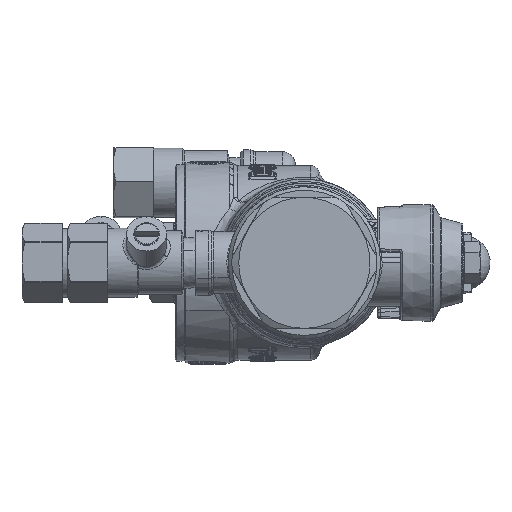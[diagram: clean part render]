
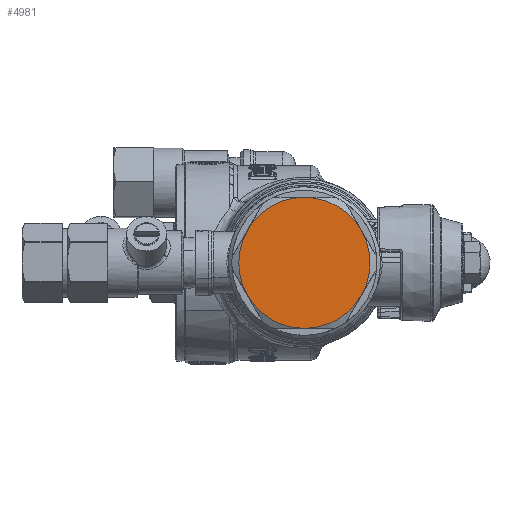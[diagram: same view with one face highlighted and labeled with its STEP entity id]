
A CAD part, front view. The second image highlights one B-rep face of the part: STEP entity #4981.
In plain terms, the highlighted planar face has unit normal (0, -1, 0).
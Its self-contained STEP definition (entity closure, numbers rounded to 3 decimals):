
#4926=CARTESIAN_POINT('Axis2P3D Location',(0.,-130.,18.)) ;
#4931=CARTESIAN_POINT('Axis2P3D Location',(0.,-130.,0.)) ;
#4935=CARTESIAN_POINT('Vertex',(0.,-130.,-18.)) ;
#4937=CARTESIAN_POINT('Vertex',(15.588,-130.,-9.)) ;
#4940=CARTESIAN_POINT('Axis2P3D Location',(0.,-130.,0.)) ;
#4944=CARTESIAN_POINT('Vertex',(15.588,-130.,9.)) ;
#4947=CARTESIAN_POINT('Axis2P3D Location',(0.,-130.,0.)) ;
#4951=CARTESIAN_POINT('Vertex',(0.,-130.,18.)) ;
#4954=CARTESIAN_POINT('Axis2P3D Location',(0.,-130.,0.)) ;
#4958=CARTESIAN_POINT('Vertex',(-15.588,-130.,9.)) ;
#4961=CARTESIAN_POINT('Axis2P3D Location',(0.,-130.,0.)) ;
#4965=CARTESIAN_POINT('Vertex',(-15.588,-130.,-9.)) ;
#4968=CARTESIAN_POINT('Axis2P3D Location',(0.,-130.,0.)) ;
#4927=DIRECTION('Axis2P3D Direction',(0.,-1.,0.)) ;
#4928=DIRECTION('Axis2P3D XDirection',(-1.,0.,0.)) ;
#4932=DIRECTION('Axis2P3D Direction',(0.,-1.,0.)) ;
#4941=DIRECTION('Axis2P3D Direction',(0.,-1.,0.)) ;
#4948=DIRECTION('Axis2P3D Direction',(0.,-1.,0.)) ;
#4955=DIRECTION('Axis2P3D Direction',(0.,-1.,0.)) ;
#4962=DIRECTION('Axis2P3D Direction',(0.,-1.,0.)) ;
#4969=DIRECTION('Axis2P3D Direction',(0.,-1.,0.)) ;
#4929=AXIS2_PLACEMENT_3D('Plane Axis2P3D',#4926,#4927,#4928) ;
#4933=AXIS2_PLACEMENT_3D('Circle Axis2P3D',#4931,#4932,$) ;
#4942=AXIS2_PLACEMENT_3D('Circle Axis2P3D',#4940,#4941,$) ;
#4949=AXIS2_PLACEMENT_3D('Circle Axis2P3D',#4947,#4948,$) ;
#4956=AXIS2_PLACEMENT_3D('Circle Axis2P3D',#4954,#4955,$) ;
#4963=AXIS2_PLACEMENT_3D('Circle Axis2P3D',#4961,#4962,$) ;
#4970=AXIS2_PLACEMENT_3D('Circle Axis2P3D',#4968,#4969,$) ;
#4934=CIRCLE('generated circle',#4933,18.) ;
#4943=CIRCLE('generated circle',#4942,18.) ;
#4950=CIRCLE('generated circle',#4949,18.) ;
#4957=CIRCLE('generated circle',#4956,18.) ;
#4964=CIRCLE('generated circle',#4963,18.) ;
#4971=CIRCLE('generated circle',#4970,18.) ;
#4930=PLANE('',#4929) ;
#4939=EDGE_CURVE('',#4936,#4938,#4934,.T.) ;
#4946=EDGE_CURVE('',#4938,#4945,#4943,.T.) ;
#4953=EDGE_CURVE('',#4945,#4952,#4950,.T.) ;
#4960=EDGE_CURVE('',#4952,#4959,#4957,.T.) ;
#4967=EDGE_CURVE('',#4959,#4966,#4964,.T.) ;
#4972=EDGE_CURVE('',#4966,#4936,#4971,.T.) ;
#4974=ORIENTED_EDGE('',*,*,#4939,.T.) ;
#4975=ORIENTED_EDGE('',*,*,#4946,.T.) ;
#4976=ORIENTED_EDGE('',*,*,#4953,.T.) ;
#4977=ORIENTED_EDGE('',*,*,#4960,.T.) ;
#4978=ORIENTED_EDGE('',*,*,#4967,.T.) ;
#4979=ORIENTED_EDGE('',*,*,#4972,.T.) ;
#4973=EDGE_LOOP('',(#4974,#4975,#4976,#4977,#4978,#4979)) ;
#4936=VERTEX_POINT('',#4935) ;
#4938=VERTEX_POINT('',#4937) ;
#4945=VERTEX_POINT('',#4944) ;
#4952=VERTEX_POINT('',#4951) ;
#4959=VERTEX_POINT('',#4958) ;
#4966=VERTEX_POINT('',#4965) ;
#4981=ADVANCED_FACE('PartBody',(#4980),#4930,.T.) ;
#4980=FACE_OUTER_BOUND('',#4973,.T.) ;
